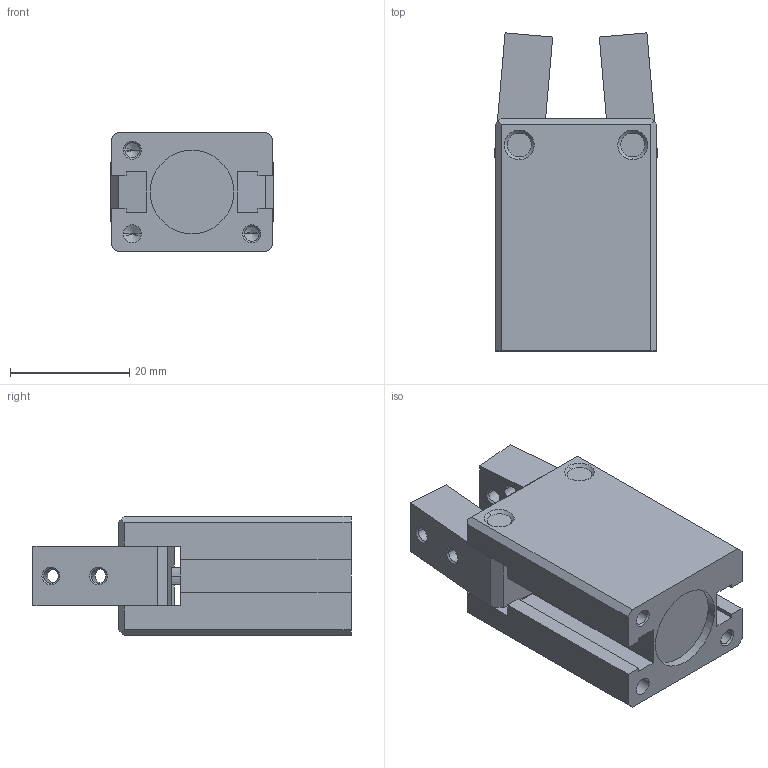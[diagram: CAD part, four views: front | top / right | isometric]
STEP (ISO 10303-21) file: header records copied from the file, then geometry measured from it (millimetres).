
FILE_DESCRIPTION( ( '' ), '1' );
FILE_NAME( 'ole12_of030alb_0_2_14a.stp', '2010-10-25T15:54:12', ( '' ), ( '' ), ' ', ' ', ' ' );
FILE_SCHEMA( ( 'automotive_design' ) );
Length unit declared in the file: millimetre
Products named in the file (4): 1; 2; 3; 4
Bounding box: 27.41 x 53.28 x 20 mm (x, y, z)
Volume: 19420.2 mm3; surface area: 9594.6 mm2
Topology: 4 solids, 4 shells, 196 faces, 480 edges, 293 vertices
Faces by surface type: plane 84, cone 58, cylinder 54
Entity records: 11066 total; most frequent: DIRECTION 1014, CARTESIAN_POINT 963, STYLED_ITEM 955, PRESENTATION_STYLE_ASSIGNMENT 955, COLOUR_RGB 955, ORIENTED_EDGE 924, EDGE_CURVE 462, CURVE_STYLE 462
